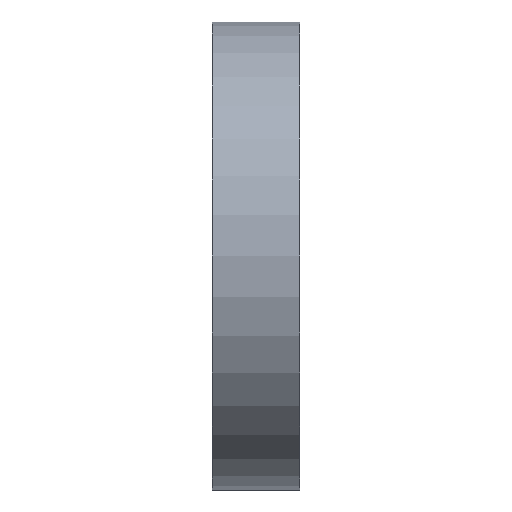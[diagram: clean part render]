
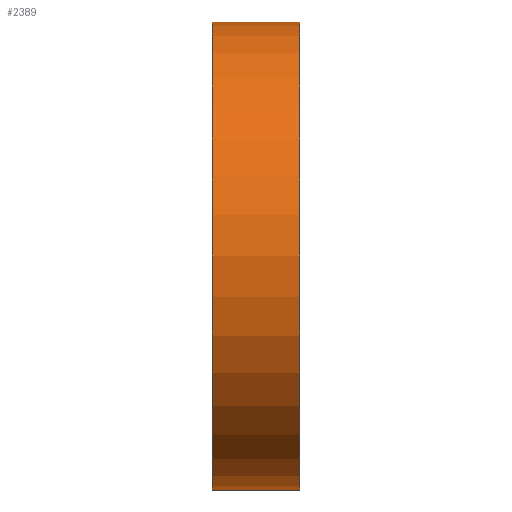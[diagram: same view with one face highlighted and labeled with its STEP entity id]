
A CAD part, left-side view. The second image highlights one B-rep face of the part: STEP entity #2389.
In plain terms, the highlighted cylindrical face has radius 25.4 mm (diameter 50.8 mm), a partial arc.
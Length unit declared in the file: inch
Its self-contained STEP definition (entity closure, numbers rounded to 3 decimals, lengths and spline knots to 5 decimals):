
#331 = AXIS2_PLACEMENT_3D ( 'NONE', #10161, #5306, #381 ) ;
#381 = DIRECTION ( 'NONE',  ( 0., 0., 1. ) ) ;
#442 = EDGE_CURVE ( 'NONE', #1485, #6988, #3481, .T. ) ;
#731 = LINE ( 'NONE', #4896, #4837 ) ;
#1090 = CARTESIAN_POINT ( 'NONE',  ( 0., 0.375, 0. ) ) ;
#1396 = DIRECTION ( 'NONE',  ( 0., 1., 0. ) ) ;
#1469 = CARTESIAN_POINT ( 'NONE',  ( 0., 0., -1. ) ) ;
#1485 = VERTEX_POINT ( 'NONE', #4745 ) ;
#1659 = ORIENTED_EDGE ( 'NONE', *, *, #5749, .T. ) ;
#1704 = CIRCLE ( 'NONE', #7233, 1. ) ;
#2389 = ADVANCED_FACE ( 'NONE', ( #8508 ), #4141, .T. ) ;
#2578 = CARTESIAN_POINT ( 'NONE',  ( 0., 0.375, -1. ) ) ;
#2586 = EDGE_LOOP ( 'NONE', ( #8827, #3948, #8991, #1659 ) ) ;
#2731 = DIRECTION ( 'NONE',  ( 0., -1., 0. ) ) ;
#2789 = CARTESIAN_POINT ( 'NONE',  ( 0., 0.375, 1. ) ) ;
#3114 = AXIS2_PLACEMENT_3D ( 'NONE', #1090, #2731, #9201 ) ;
#3481 = CIRCLE ( 'NONE', #331, 1. ) ;
#3687 = EDGE_CURVE ( 'NONE', #6988, #6855, #731, .T. ) ;
#3948 = ORIENTED_EDGE ( 'NONE', *, *, #3687, .F. ) ;
#4141 = CYLINDRICAL_SURFACE ( 'NONE', #3114, 1. ) ;
#4745 = CARTESIAN_POINT ( 'NONE',  ( 0., 0.375, -1. ) ) ;
#4837 = VECTOR ( 'NONE', #7366, 39.37008 ) ;
#4896 = CARTESIAN_POINT ( 'NONE',  ( 0., 0.375, 1. ) ) ;
#5306 = DIRECTION ( 'NONE',  ( 0., 1., 0. ) ) ;
#5749 = EDGE_CURVE ( 'NONE', #1485, #7621, #6431, .T. ) ;
#6192 = VECTOR ( 'NONE', #9911, 39.37008 ) ;
#6337 = CARTESIAN_POINT ( 'NONE',  ( 0., 0., 0. ) ) ;
#6431 = LINE ( 'NONE', #2578, #6192 ) ;
#6855 = VERTEX_POINT ( 'NONE', #9884 ) ;
#6988 = VERTEX_POINT ( 'NONE', #2789 ) ;
#7142 = DIRECTION ( 'NONE',  ( 0., 0., 1. ) ) ;
#7233 = AXIS2_PLACEMENT_3D ( 'NONE', #6337, #1396, #7142 ) ;
#7366 = DIRECTION ( 'NONE',  ( 0., -1., 0. ) ) ;
#7621 = VERTEX_POINT ( 'NONE', #1469 ) ;
#8508 = FACE_OUTER_BOUND ( 'NONE', #2586, .T. ) ;
#8827 = ORIENTED_EDGE ( 'NONE', *, *, #10403, .T. ) ;
#8991 = ORIENTED_EDGE ( 'NONE', *, *, #442, .F. ) ;
#9201 = DIRECTION ( 'NONE',  ( 0., 0., -1. ) ) ;
#9884 = CARTESIAN_POINT ( 'NONE',  ( 0., 0., 1. ) ) ;
#9911 = DIRECTION ( 'NONE',  ( 0., -1., 0. ) ) ;
#10161 = CARTESIAN_POINT ( 'NONE',  ( 0., 0.375, 0. ) ) ;
#10403 = EDGE_CURVE ( 'NONE', #7621, #6855, #1704, .T. ) ;
